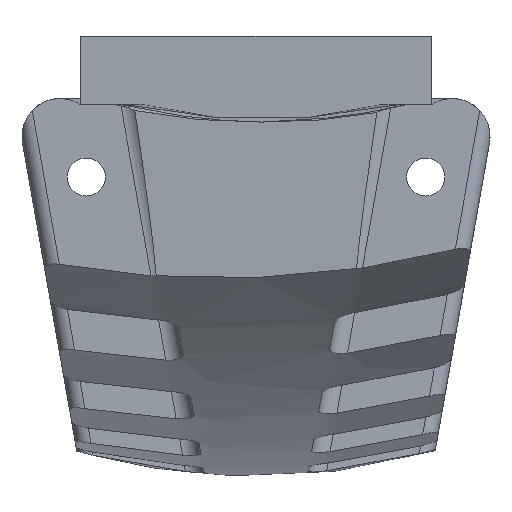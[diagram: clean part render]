
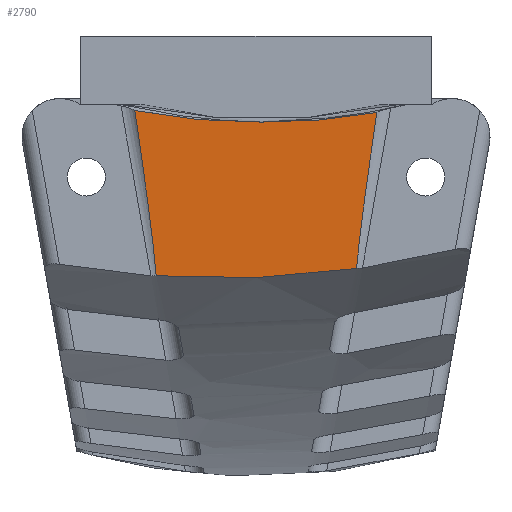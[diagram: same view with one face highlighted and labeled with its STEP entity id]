
A CAD part, front view. The second image highlights one B-rep face of the part: STEP entity #2790.
In plain terms, the highlighted planar face has unit normal (0, -1, -0.028).
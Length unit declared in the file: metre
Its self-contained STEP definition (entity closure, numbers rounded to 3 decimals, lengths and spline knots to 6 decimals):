
#58=PLANE('',#3014);
#173=B_SPLINE_CURVE_WITH_KNOTS('',3,(#4530,#4531,#4532,#4533),
 .UNSPECIFIED.,.F.,.F.,(4,4),(0.000236,0.008571),
 .UNSPECIFIED.);
#185=B_SPLINE_CURVE_WITH_KNOTS('',3,(#4673,#4674,#4675,#4676),
 .UNSPECIFIED.,.F.,.F.,(4,4),(0.023964,0.031533),
 .UNSPECIFIED.);
#186=B_SPLINE_CURVE_WITH_KNOTS('',3,(#4677,#4678,#4679,#4680),
 .UNSPECIFIED.,.F.,.F.,(4,4),(0.,0.013188),
 .UNSPECIFIED.);
#253=ELLIPSE('',#2994,0.044218,0.0012);
#256=ELLIPSE('',#3015,0.044218,0.0012);
#688=ORIENTED_EDGE('',*,*,#1447,.F.);
#689=ORIENTED_EDGE('',*,*,#1448,.T.);
#690=ORIENTED_EDGE('',*,*,#1412,.T.);
#691=ORIENTED_EDGE('',*,*,#1407,.T.);
#692=ORIENTED_EDGE('',*,*,#1449,.F.);
#1407=EDGE_CURVE('',#1785,#1786,#253,.F.);
#1412=EDGE_CURVE('',#1788,#1785,#173,.T.);
#1447=EDGE_CURVE('',#1812,#1813,#256,.T.);
#1448=EDGE_CURVE('',#1812,#1788,#185,.T.);
#1449=EDGE_CURVE('',#1813,#1786,#186,.T.);
#1785=VERTEX_POINT('',#4493);
#1786=VERTEX_POINT('',#4494);
#1788=VERTEX_POINT('',#4525);
#1812=VERTEX_POINT('',#4671);
#1813=VERTEX_POINT('',#4672);
#2338=EDGE_LOOP('',(#688,#689,#690,#691,#692));
#2534=FACE_BOUND('',#2338,.T.);
#2790=ADVANCED_FACE('',(#2534),#58,.T.);
#2994=AXIS2_PLACEMENT_3D('',#4492,#3419,#3420);
#3014=AXIS2_PLACEMENT_3D('',#4669,#3470,#3471);
#3015=AXIS2_PLACEMENT_3D('',#4670,#3472,#3473);
#3419=DIRECTION('',(0.,-1.,-0.028));
#3420=DIRECTION('',(-0.174,-0.027,0.984));
#3470=DIRECTION('',(0.,-1.,-0.028));
#3471=DIRECTION('',(0.,0.028,-1.));
#3472=DIRECTION('',(0.,-1.,-0.028));
#3473=DIRECTION('',(0.174,-0.027,0.984));
#4492=CARTESIAN_POINT('',(-0.014274,-0.0539,0.012935));
#4493=CARTESIAN_POINT('',(-0.007972,-0.053049,-0.017935));
#4494=CARTESIAN_POINT('',(-0.006568,-0.052749,-0.02881));
#4525=CARTESIAN_POINT('',(0.000344,-0.053028,-0.018696));
#4530=CARTESIAN_POINT('',(0.000344,-0.053028,-0.018696));
#4531=CARTESIAN_POINT('',(-0.002472,-0.053027,-0.018727));
#4532=CARTESIAN_POINT('',(-0.005243,-0.053034,-0.01847));
#4533=CARTESIAN_POINT('',(-0.007972,-0.053049,-0.017935));
#4669=CARTESIAN_POINT('',(0.,-0.053503,-0.001475));
#4670=CARTESIAN_POINT('',(0.014274,-0.0539,0.012935));
#4671=CARTESIAN_POINT('',(0.007953,-0.053045,-0.018067));
#4672=CARTESIAN_POINT('',(0.00661,-0.052762,-0.028328));
#4673=CARTESIAN_POINT('',(0.007953,-0.053045,-0.018067));
#4674=CARTESIAN_POINT('',(0.005464,-0.053033,-0.01851));
#4675=CARTESIAN_POINT('',(0.002903,-0.053027,-0.018724));
#4676=CARTESIAN_POINT('',(0.000344,-0.053028,-0.018696));
#4677=CARTESIAN_POINT('',(0.00661,-0.052762,-0.028328));
#4678=CARTESIAN_POINT('',(0.002235,-0.052745,-0.028965));
#4679=CARTESIAN_POINT('',(-0.002158,-0.05274,-0.029126));
#4680=CARTESIAN_POINT('',(-0.006568,-0.052749,-0.02881));
